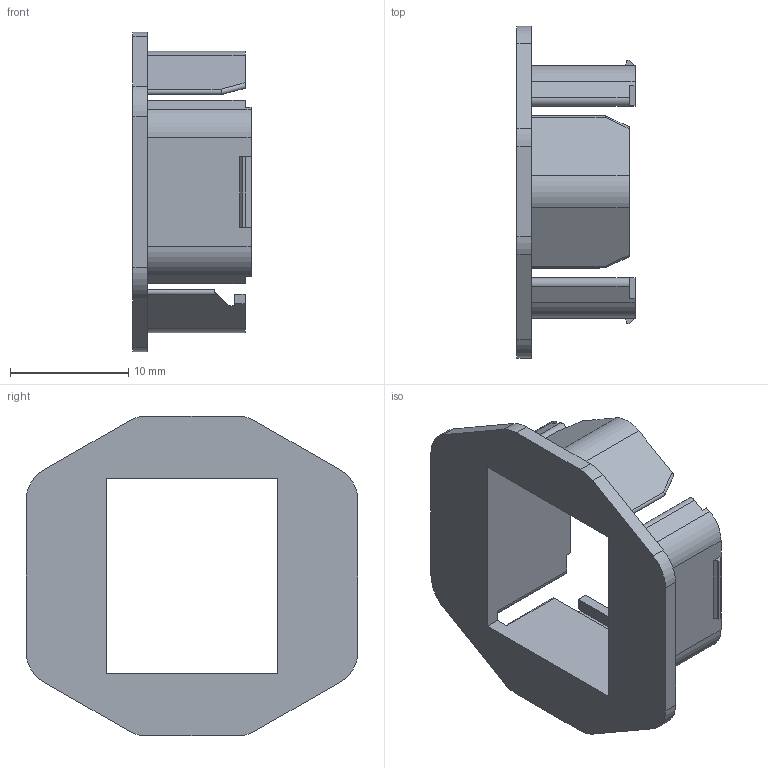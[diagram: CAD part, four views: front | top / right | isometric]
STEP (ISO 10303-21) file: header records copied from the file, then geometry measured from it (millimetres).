
FILE_DESCRIPTION(('CATIA V5 STEP Exchange'),'2;1');
FILE_NAME('Keystone Jack Universal Skirt Insert.stp','2019-12-31T23:55:11+00:00',('none'),('none'),'CATIA Version 5-6 Release 2018','CATIA V5 STEP AP203','none');
FILE_SCHEMA(('CONFIG_CONTROL_DESIGN'));
Length unit declared in the file: millimetre
Products named in the file (1): Skirt Keystone Jack
Bounding box: 10 x 28.1 x 27.1 mm (x, y, z)
Volume: 1780.9 mm3; surface area: 2087.5 mm2
Topology: 1 solids, 1 shells, 84 faces, 242 edges, 160 vertices
Faces by surface type: plane 60, cylinder 24
Entity records: 2721 total; most frequent: CARTESIAN_POINT 563, ORIENTED_EDGE 484, DIRECTION 363, EDGE_CURVE 242, VECTOR 187, LINE 187, VERTEX_POINT 160, AXIS2_PLACEMENT_3D 110
